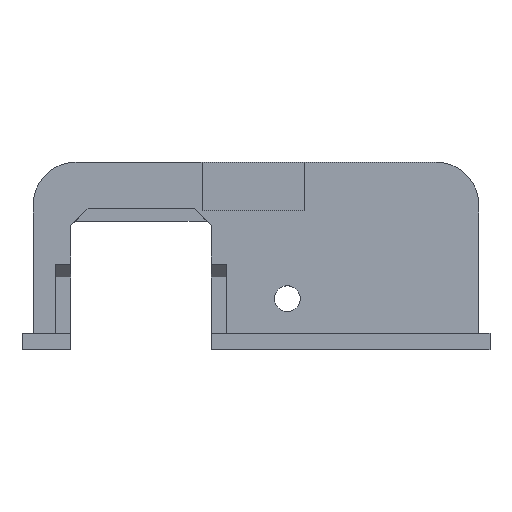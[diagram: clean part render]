
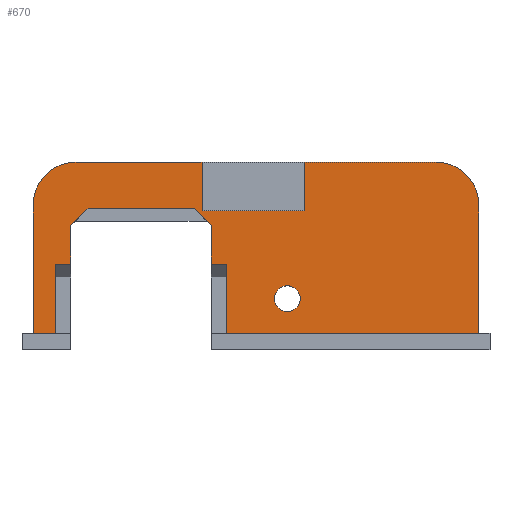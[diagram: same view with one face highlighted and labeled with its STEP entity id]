
A CAD part, top view. The second image highlights one B-rep face of the part: STEP entity #670.
In plain terms, the highlighted planar face has unit normal (0, 0, 1).
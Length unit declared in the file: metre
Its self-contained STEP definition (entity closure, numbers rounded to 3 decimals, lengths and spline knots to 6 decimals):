
#17=CIRCLE('',#719,0.0015);
#18=CIRCLE('',#720,0.005);
#19=CIRCLE('',#721,0.005);
#35=ORIENTED_EDGE('',*,*,#231,.F.);
#36=ORIENTED_EDGE('',*,*,#232,.T.);
#37=ORIENTED_EDGE('',*,*,#233,.T.);
#38=ORIENTED_EDGE('',*,*,#234,.F.);
#39=ORIENTED_EDGE('',*,*,#235,.F.);
#40=ORIENTED_EDGE('',*,*,#236,.F.);
#41=ORIENTED_EDGE('',*,*,#237,.F.);
#42=ORIENTED_EDGE('',*,*,#238,.F.);
#43=ORIENTED_EDGE('',*,*,#239,.T.);
#44=ORIENTED_EDGE('',*,*,#240,.F.);
#45=ORIENTED_EDGE('',*,*,#241,.T.);
#46=ORIENTED_EDGE('',*,*,#242,.T.);
#47=ORIENTED_EDGE('',*,*,#243,.T.);
#48=ORIENTED_EDGE('',*,*,#244,.T.);
#49=ORIENTED_EDGE('',*,*,#245,.T.);
#50=ORIENTED_EDGE('',*,*,#246,.F.);
#51=ORIENTED_EDGE('',*,*,#247,.T.);
#52=ORIENTED_EDGE('',*,*,#225,.F.);
#53=ORIENTED_EDGE('',*,*,#248,.T.);
#54=ORIENTED_EDGE('',*,*,#249,.T.);
#55=ORIENTED_EDGE('',*,*,#250,.T.);
#225=EDGE_CURVE('',#323,#324,#389,.T.);
#231=EDGE_CURVE('',#329,#329,#17,.T.);
#232=EDGE_CURVE('',#330,#331,#395,.T.);
#233=EDGE_CURVE('',#331,#332,#18,.F.);
#234=EDGE_CURVE('',#333,#332,#396,.T.);
#235=EDGE_CURVE('',#334,#333,#397,.T.);
#236=EDGE_CURVE('',#335,#334,#398,.T.);
#237=EDGE_CURVE('',#336,#335,#399,.T.);
#238=EDGE_CURVE('',#337,#336,#400,.T.);
#239=EDGE_CURVE('',#337,#338,#19,.F.);
#240=EDGE_CURVE('',#339,#338,#401,.T.);
#241=EDGE_CURVE('',#339,#340,#402,.T.);
#242=EDGE_CURVE('',#340,#341,#403,.T.);
#243=EDGE_CURVE('',#341,#342,#404,.T.);
#244=EDGE_CURVE('',#342,#343,#405,.T.);
#245=EDGE_CURVE('',#343,#344,#406,.T.);
#246=EDGE_CURVE('',#345,#344,#407,.T.);
#247=EDGE_CURVE('',#345,#324,#408,.F.);
#248=EDGE_CURVE('',#323,#346,#409,.T.);
#249=EDGE_CURVE('',#346,#347,#410,.T.);
#250=EDGE_CURVE('',#347,#330,#411,.T.);
#323=VERTEX_POINT('',#948);
#324=VERTEX_POINT('',#950);
#329=VERTEX_POINT('',#962);
#330=VERTEX_POINT('',#964);
#331=VERTEX_POINT('',#965);
#332=VERTEX_POINT('',#967);
#333=VERTEX_POINT('',#969);
#334=VERTEX_POINT('',#971);
#335=VERTEX_POINT('',#973);
#336=VERTEX_POINT('',#975);
#337=VERTEX_POINT('',#977);
#338=VERTEX_POINT('',#979);
#339=VERTEX_POINT('',#981);
#340=VERTEX_POINT('',#983);
#341=VERTEX_POINT('',#985);
#342=VERTEX_POINT('',#987);
#343=VERTEX_POINT('',#989);
#344=VERTEX_POINT('',#991);
#345=VERTEX_POINT('',#993);
#346=VERTEX_POINT('',#996);
#347=VERTEX_POINT('',#998);
#389=LINE('',#949,#477);
#395=LINE('',#963,#483);
#396=LINE('',#968,#484);
#397=LINE('',#970,#485);
#398=LINE('',#972,#486);
#399=LINE('',#974,#487);
#400=LINE('',#976,#488);
#401=LINE('',#980,#489);
#402=LINE('',#982,#490);
#403=LINE('',#984,#491);
#404=LINE('',#986,#492);
#405=LINE('',#988,#493);
#406=LINE('',#990,#494);
#407=LINE('',#992,#495);
#408=LINE('',#994,#496);
#409=LINE('',#995,#497);
#410=LINE('',#997,#498);
#411=LINE('',#999,#499);
#477=VECTOR('',#768,1.);
#483=VECTOR('',#778,1.);
#484=VECTOR('',#781,1.);
#485=VECTOR('',#782,1.);
#486=VECTOR('',#783,1.);
#487=VECTOR('',#784,1.);
#488=VECTOR('',#785,1.);
#489=VECTOR('',#788,1.);
#490=VECTOR('',#789,1.);
#491=VECTOR('',#790,1.);
#492=VECTOR('',#791,1.);
#493=VECTOR('',#792,1.);
#494=VECTOR('',#793,1.);
#495=VECTOR('',#794,1.);
#496=VECTOR('',#795,1.);
#497=VECTOR('',#796,1.);
#498=VECTOR('',#797,1.);
#499=VECTOR('',#798,1.);
#564=EDGE_LOOP('',(#35));
#565=EDGE_LOOP('',(#36,#37,#38,#39,#40,#41,#42,#43,#44,#45,#46,#47,#48,
#49,#50,#51,#52,#53,#54,#55));
#602=FACE_BOUND('',#564,.T.);
#603=FACE_BOUND('',#565,.T.);
#640=PLANE('',#718);
#670=ADVANCED_FACE('',(#602,#603),#640,.F.);
#718=AXIS2_PLACEMENT_3D('',#960,#774,#775);
#719=AXIS2_PLACEMENT_3D('',#961,#776,#777);
#720=AXIS2_PLACEMENT_3D('',#966,#779,#780);
#721=AXIS2_PLACEMENT_3D('',#978,#786,#787);
#768=DIRECTION('',(0.,1.,0.));
#774=DIRECTION('',(0.,0.,-1.));
#775=DIRECTION('',(-1.,0.,0.));
#776=DIRECTION('',(0.,0.,1.));
#777=DIRECTION('',(1.,0.,0.));
#778=DIRECTION('',(0.,1.,0.));
#779=DIRECTION('',(0.,0.,-1.));
#780=DIRECTION('',(-1.,0.,0.));
#781=DIRECTION('',(1.,0.,0.));
#782=DIRECTION('',(0.,1.,0.));
#783=DIRECTION('',(1.,0.,0.));
#784=DIRECTION('',(0.,-1.,0.));
#785=DIRECTION('',(1.,0.,0.));
#786=DIRECTION('',(0.,0.,-1.));
#787=DIRECTION('',(-1.,0.,0.));
#788=DIRECTION('',(0.,1.,0.));
#789=DIRECTION('',(1.,0.,0.));
#790=DIRECTION('',(0.,1.,0.));
#791=DIRECTION('',(1.,0.,0.));
#792=DIRECTION('',(0.,1.,0.));
#793=DIRECTION('',(0.707,0.707,0.));
#794=DIRECTION('',(-1.,0.,0.));
#795=DIRECTION('',(-0.707,0.707,0.));
#796=DIRECTION('',(1.,0.,0.));
#797=DIRECTION('',(0.,-1.,0.));
#798=DIRECTION('',(1.,0.,0.));
#948=CARTESIAN_POINT('',(0.0082,0.01,0.));
#949=CARTESIAN_POINT('',(0.0082,0.0119,0.));
#950=CARTESIAN_POINT('',(0.0082,0.0145,0.));
#960=CARTESIAN_POINT('',(-0.018957,0.0119,0.));
#961=CARTESIAN_POINT('',(0.01706,0.00597,0.));
#962=CARTESIAN_POINT('',(0.01856,0.00597,0.));
#963=CARTESIAN_POINT('',(0.0394,0.0119,0.));
#964=CARTESIAN_POINT('',(0.0394,0.0019,0.));
#965=CARTESIAN_POINT('',(0.0394,0.0169,0.));
#966=CARTESIAN_POINT('',(0.0344,0.0169,0.));
#967=CARTESIAN_POINT('',(0.0344,0.0219,0.));
#968=CARTESIAN_POINT('',(-0.018957,0.0219,0.));
#969=CARTESIAN_POINT('',(0.019,0.0219,0.));
#970=CARTESIAN_POINT('',(0.019,0.01906,0.));
#971=CARTESIAN_POINT('',(0.019,0.01622,0.));
#972=CARTESIAN_POINT('',(0.01305,0.01622,0.));
#973=CARTESIAN_POINT('',(0.0071,0.01622,0.));
#974=CARTESIAN_POINT('',(0.0071,0.01906,0.));
#975=CARTESIAN_POINT('',(0.0071,0.0219,0.));
#976=CARTESIAN_POINT('',(-0.018957,0.0219,0.));
#977=CARTESIAN_POINT('',(-0.0076,0.0219,0.));
#978=CARTESIAN_POINT('',(-0.0076,0.0169,0.));
#979=CARTESIAN_POINT('',(-0.0126,0.0169,0.));
#980=CARTESIAN_POINT('',(-0.0126,0.0119,0.));
#981=CARTESIAN_POINT('',(-0.0126,0.0019,0.));
#982=CARTESIAN_POINT('',(-0.018957,0.0019,0.));
#983=CARTESIAN_POINT('',(-0.01,0.0019,0.));
#984=CARTESIAN_POINT('',(-0.01,0.00495,0.));
#985=CARTESIAN_POINT('',(-0.01,0.01,0.));
#986=CARTESIAN_POINT('',(-0.0082,0.01,0.));
#987=CARTESIAN_POINT('',(-0.0082,0.01,0.));
#988=CARTESIAN_POINT('',(-0.0082,0.0119,0.));
#989=CARTESIAN_POINT('',(-0.0082,0.0145,0.));
#990=CARTESIAN_POINT('',(-0.014879,0.007821,0.));
#991=CARTESIAN_POINT('',(-0.0062,0.0165,0.));
#992=CARTESIAN_POINT('',(-0.018957,0.0165,0.));
#993=CARTESIAN_POINT('',(0.0062,0.0165,0.));
#994=CARTESIAN_POINT('',(-0.004079,0.026779,0.));
#995=CARTESIAN_POINT('',(0.01,0.01,0.));
#996=CARTESIAN_POINT('',(0.01,0.01,0.));
#997=CARTESIAN_POINT('',(0.01,0.00495,0.));
#998=CARTESIAN_POINT('',(0.01,0.0019,0.));
#999=CARTESIAN_POINT('',(-0.018957,0.0019,0.));
